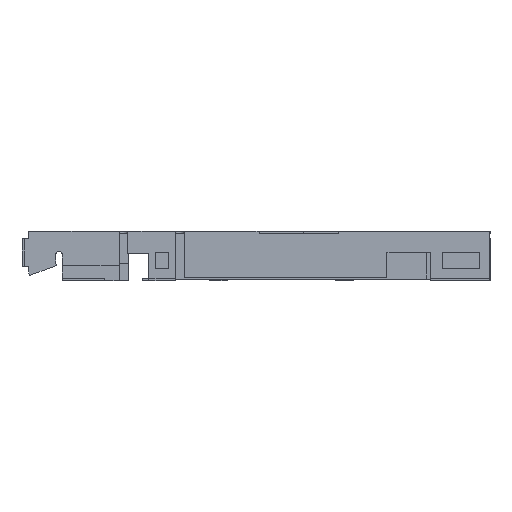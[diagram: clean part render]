
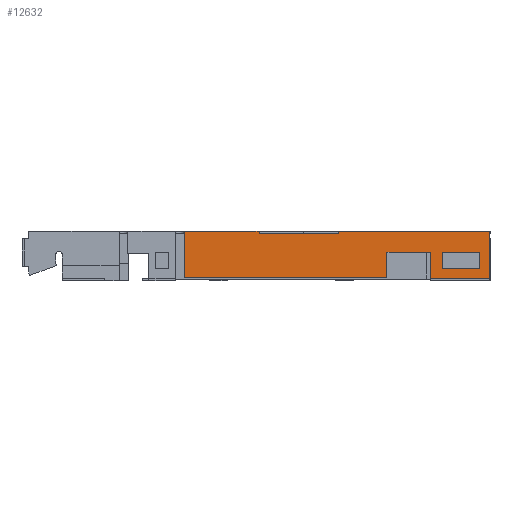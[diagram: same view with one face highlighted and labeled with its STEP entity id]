
A CAD part, left-side view. The second image highlights one B-rep face of the part: STEP entity #12632.
In plain terms, the highlighted planar face has unit normal (-1, 0, 0).
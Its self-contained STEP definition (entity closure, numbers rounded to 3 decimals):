
#337=DIRECTION('',(0.,-1.,0.));
#338=VECTOR('',#337,8.99);
#339=CARTESIAN_POINT('',(-13.7,8.99,0.));
#340=LINE('',#339,#338);
#361=DIRECTION('',(0.,-1.,0.));
#362=VECTOR('',#361,4.45);
#363=CARTESIAN_POINT('',(-13.7,18.17,0.));
#364=LINE('',#363,#362);
#1976=DIRECTION('',(0.,-1.,0.));
#1977=VECTOR('',#1976,2.2);
#1978=CARTESIAN_POINT('',(-13.7,2.82,-1.25));
#1979=LINE('',#1978,#1977);
#1980=DIRECTION('',(0.,0.,1.));
#1981=VECTOR('',#1980,0.98);
#1982=CARTESIAN_POINT('',(-13.7,2.82,-2.23));
#1983=LINE('',#1982,#1981);
#1984=DIRECTION('',(0.,1.,0.));
#1985=VECTOR('',#1984,2.2);
#1986=CARTESIAN_POINT('',(-13.7,0.62,-2.23));
#1987=LINE('',#1986,#1985);
#1988=DIRECTION('',(0.,0.,-1.));
#1989=VECTOR('',#1988,0.98);
#1990=CARTESIAN_POINT('',(-13.7,0.62,-1.25));
#1991=LINE('',#1990,#1989);
#1992=DIRECTION('',(0.,0.,-1.));
#1993=VECTOR('',#1992,2.8);
#1994=CARTESIAN_POINT('',(-13.7,0.,0.));
#1995=LINE('',#1994,#1993);
#1996=DIRECTION('',(0.,0.,1.));
#1997=VECTOR('',#1996,1.55);
#1998=CARTESIAN_POINT('',(-13.7,3.52,-2.8));
#1999=LINE('',#1998,#1997);
#2000=DIRECTION('',(0.,-1.,0.));
#2001=VECTOR('',#2000,2.6);
#2002=CARTESIAN_POINT('',(-13.7,6.12,-1.25));
#2003=LINE('',#2002,#2001);
#2004=DIRECTION('',(0.,0.,1.));
#2005=VECTOR('',#2004,1.5);
#2006=CARTESIAN_POINT('',(-13.7,6.12,-2.75));
#2007=LINE('',#2006,#2005);
#2008=DIRECTION('',(0.,-1.,0.));
#2009=VECTOR('',#2008,12.05);
#2010=CARTESIAN_POINT('',(-13.7,18.17,-2.75));
#2011=LINE('',#2010,#2009);
#2012=DIRECTION('',(0.,0.,-1.));
#2013=VECTOR('',#2012,0.15);
#2014=CARTESIAN_POINT('',(-13.7,13.72,0.));
#2015=LINE('',#2014,#2013);
#2016=DIRECTION('',(0.,1.,0.));
#2017=VECTOR('',#2016,4.73);
#2018=CARTESIAN_POINT('',(-13.7,8.99,-0.15));
#2019=LINE('',#2018,#2017);
#2020=DIRECTION('',(0.,0.,-1.));
#2021=VECTOR('',#2020,0.15);
#2022=CARTESIAN_POINT('',(-13.7,8.99,0.));
#2023=LINE('',#2022,#2021);
#6900=DIRECTION('',(0.,0.,-1.));
#6901=VECTOR('',#6900,2.75);
#6902=CARTESIAN_POINT('',(-13.7,18.17,0.));
#6903=LINE('',#6902,#6901);
#6948=DIRECTION('',(0.,1.,0.));
#6949=VECTOR('',#6948,3.52);
#6950=CARTESIAN_POINT('',(-13.7,0.,-2.8));
#6951=LINE('',#6950,#6949);
#8118=CARTESIAN_POINT('',(-13.7,18.17,0.));
#8119=VERTEX_POINT('',#8118);
#8120=CARTESIAN_POINT('',(-13.7,0.,0.));
#8122=VERTEX_POINT('',#8120);
#8406=CARTESIAN_POINT('',(-13.7,18.17,-2.75));
#8407=CARTESIAN_POINT('',(-13.7,6.12,-2.75));
#8408=VERTEX_POINT('',#8406);
#8409=VERTEX_POINT('',#8407);
#8410=CARTESIAN_POINT('',(-13.7,6.12,-1.25));
#8411=VERTEX_POINT('',#8410);
#8412=CARTESIAN_POINT('',(-13.7,3.52,-1.25));
#8413=VERTEX_POINT('',#8412);
#8426=CARTESIAN_POINT('',(-13.7,2.82,-1.25));
#8427=CARTESIAN_POINT('',(-13.7,0.62,-1.25));
#8428=VERTEX_POINT('',#8426);
#8429=VERTEX_POINT('',#8427);
#8430=CARTESIAN_POINT('',(-13.7,0.62,-2.23));
#8431=VERTEX_POINT('',#8430);
#8432=CARTESIAN_POINT('',(-13.7,2.82,-2.23));
#8433=VERTEX_POINT('',#8432);
#8450=CARTESIAN_POINT('',(-13.7,8.99,0.));
#8452=VERTEX_POINT('',#8450);
#8460=CARTESIAN_POINT('',(-13.7,13.72,0.));
#8461=VERTEX_POINT('',#8460);
#8462=CARTESIAN_POINT('',(-13.7,8.99,-0.15));
#8463=CARTESIAN_POINT('',(-13.7,13.72,-0.15));
#8464=VERTEX_POINT('',#8462);
#8465=VERTEX_POINT('',#8463);
#9042=CARTESIAN_POINT('',(-13.7,0.,-2.8));
#9044=VERTEX_POINT('',#9042);
#9050=CARTESIAN_POINT('',(-13.7,3.52,-2.8));
#9052=VERTEX_POINT('',#9050);
#12596=CARTESIAN_POINT('',(-13.7,21.52,0.));
#12597=DIRECTION('',(-1.,0.,0.));
#12598=DIRECTION('',(0.,-1.,0.));
#12599=AXIS2_PLACEMENT_3D('',#12596,#12597,#12598);
#12600=PLANE('',#12599);
#12601=ORIENTED_EDGE('',*,*,#12530,.T.);
#12603=ORIENTED_EDGE('',*,*,#12602,.T.);
#12605=ORIENTED_EDGE('',*,*,#12604,.T.);
#12607=ORIENTED_EDGE('',*,*,#12606,.F.);
#12609=ORIENTED_EDGE('',*,*,#12608,.F.);
#12611=ORIENTED_EDGE('',*,*,#12610,.F.);
#12613=ORIENTED_EDGE('',*,*,#12612,.F.);
#12614=ORIENTED_EDGE('',*,*,#10727,.T.);
#12616=ORIENTED_EDGE('',*,*,#12615,.T.);
#12617=ORIENTED_EDGE('',*,*,#12080,.F.);
#12619=ORIENTED_EDGE('',*,*,#12618,.F.);
#12620=ORIENTED_EDGE('',*,*,#10715,.T.);
#12621=EDGE_LOOP('',(#12601,#12603,#12605,#12607,#12609,#12611,#12613,#12614,
#12616,#12617,#12619,#12620));
#12622=FACE_OUTER_BOUND('',#12621,.F.);
#12623=ORIENTED_EDGE('',*,*,#12586,.F.);
#12625=ORIENTED_EDGE('',*,*,#12624,.F.);
#12627=ORIENTED_EDGE('',*,*,#12626,.F.);
#12629=ORIENTED_EDGE('',*,*,#12628,.F.);
#12630=EDGE_LOOP('',(#12623,#12625,#12627,#12629));
#12631=FACE_BOUND('',#12630,.F.);
#12632=ADVANCED_FACE('',(#12622,#12631),#12600,.T.);
#10715=EDGE_CURVE('',#8452,#8122,#340,.T.);
#10727=EDGE_CURVE('',#8119,#8461,#364,.T.);
#12080=EDGE_CURVE('',#8464,#8465,#2019,.T.);
#12530=EDGE_CURVE('',#8122,#9044,#1995,.T.);
#12586=EDGE_CURVE('',#8428,#8429,#1979,.T.);
#12602=EDGE_CURVE('',#9044,#9052,#6951,.T.);
#12604=EDGE_CURVE('',#9052,#8413,#1999,.T.);
#12606=EDGE_CURVE('',#8411,#8413,#2003,.T.);
#12608=EDGE_CURVE('',#8409,#8411,#2007,.T.);
#12610=EDGE_CURVE('',#8408,#8409,#2011,.T.);
#12612=EDGE_CURVE('',#8119,#8408,#6903,.T.);
#12615=EDGE_CURVE('',#8461,#8465,#2015,.T.);
#12618=EDGE_CURVE('',#8452,#8464,#2023,.T.);
#12624=EDGE_CURVE('',#8433,#8428,#1983,.T.);
#12626=EDGE_CURVE('',#8431,#8433,#1987,.T.);
#12628=EDGE_CURVE('',#8429,#8431,#1991,.T.);
